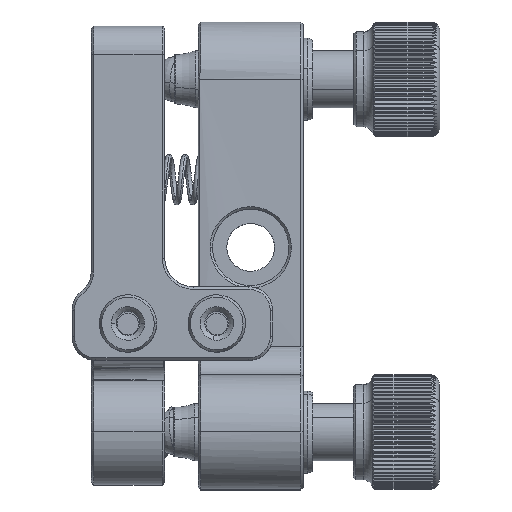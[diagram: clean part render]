
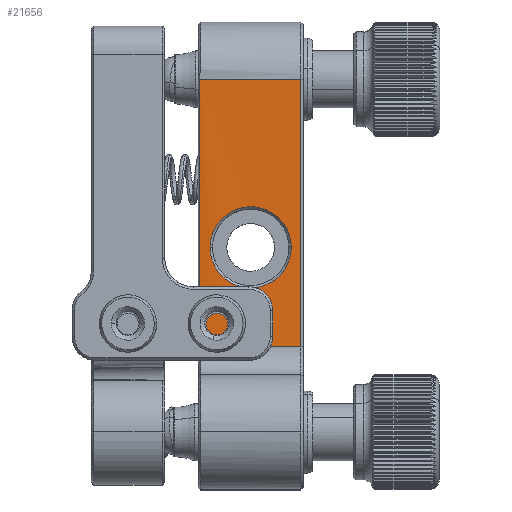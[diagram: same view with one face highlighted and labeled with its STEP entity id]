
A CAD part, top view. The second image highlights one B-rep face of the part: STEP entity #21656.
In plain terms, the highlighted planar face has unit normal (0, 0, 1).
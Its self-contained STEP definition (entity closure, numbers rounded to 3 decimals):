
#1757 = DIRECTION ( 'NONE',  ( 0., 0., -1. ) ) ;
#2154 = CARTESIAN_POINT ( 'NONE',  ( -13.992, -12.036, 36.5 ) ) ;
#2245 = CARTESIAN_POINT ( 'NONE',  ( -13.881, -13.149, 36.5 ) ) ;
#2468 = CARTESIAN_POINT ( 'NONE',  ( -13.455, -14.177, 36.5 ) ) ;
#2545 = VERTEX_POINT ( 'NONE', #35600 ) ;
#2843 = CARTESIAN_POINT ( 'NONE',  ( -9.185, -7.786, 36.5 ) ) ;
#5628 = CARTESIAN_POINT ( 'NONE',  ( -13.455, -9.896, 36.5 ) ) ;
#6067 = CARTESIAN_POINT ( 'NONE',  ( -4.492, 5.564, 36.5 ) ) ;
#6071 = CARTESIAN_POINT ( 'NONE',  ( -5.602, -10.924, 36.5 ) ) ;
#6821 = EDGE_CURVE ( 'NONE', #13433, #23424, #39860, .T. ) ;
#7090 = CARTESIAN_POINT ( 'NONE',  ( -14.992, 5.564, 36.5 ) ) ;
#8555 = AXIS2_PLACEMENT_3D ( 'NONE', #36928, #1757, #12541 ) ;
#8937 = CARTESIAN_POINT ( 'NONE',  ( -10.854, -16.176, 36.5 ) ) ;
#9516 = CARTESIAN_POINT ( 'NONE',  ( -11.492, 5.564, 36.5 ) ) ;
#9841 = CARTESIAN_POINT ( 'NONE',  ( -9.185, -16.286, 36.5 ) ) ;
#10197 = CARTESIAN_POINT ( 'NONE',  ( -10.854, -7.897, 36.5 ) ) ;
#10221 = EDGE_CURVE ( 'NONE', #18611, #13433, #35434, .T. ) ;
#10950 = EDGE_CURVE ( 'NONE', #18611, #11079, #36510, .T. ) ;
#11079 = VERTEX_POINT ( 'NONE', #34998 ) ;
#11319 = CARTESIAN_POINT ( 'NONE',  ( -4.492, -22.436, 36.5 ) ) ;
#12365 = CARTESIAN_POINT ( 'NONE',  ( -11.882, -15.75, 36.5 ) ) ;
#12541 = DIRECTION ( 'NONE',  ( -1., 0., 0. ) ) ;
#12707 = CARTESIAN_POINT ( 'NONE',  ( -14.992, 5.564, 36.5 ) ) ;
#12941 = CARTESIAN_POINT ( 'NONE',  ( -5.492, -11.48, 36.5 ) ) ;
#13172 = CARTESIAN_POINT ( 'NONE',  ( -7.13, -8.638, 36.5 ) ) ;
#13433 = VERTEX_POINT ( 'NONE', #27902 ) ;
#13620 = CARTESIAN_POINT ( 'NONE',  ( -8.629, -7.897, 36.5 ) ) ;
#14169 = ORIENTED_EDGE ( 'NONE', *, *, #10950, .F. ) ;
#16050 = CARTESIAN_POINT ( 'NONE',  ( -7.601, -15.75, 36.5 ) ) ;
#16487 = CARTESIAN_POINT ( 'NONE',  ( -6.028, -14.177, 36.5 ) ) ;
#16632 = CARTESIAN_POINT ( 'NONE',  ( -6.028, -9.896, 36.5 ) ) ;
#16675 = ORIENTED_EDGE ( 'NONE', *, *, #25175, .F. ) ;
#16730 = CARTESIAN_POINT ( 'NONE',  ( -7.992, -22.436, 36.5 ) ) ;
#16987 = ORIENTED_EDGE ( 'NONE', *, *, #10221, .T. ) ;
#17299 = ORIENTED_EDGE ( 'NONE', *, *, #41790, .F. ) ;
#17411 = CARTESIAN_POINT ( 'NONE',  ( -14.992, -13.103, 36.5 ) ) ;
#18611 = VERTEX_POINT ( 'NONE', #34639 ) ;
#19632 = CARTESIAN_POINT ( 'NONE',  ( -13.881, -10.924, 36.5 ) ) ;
#19946 = CARTESIAN_POINT ( 'NONE',  ( -10.298, -16.286, 36.5 ) ) ;
#20027 = CARTESIAN_POINT ( 'NONE',  ( -4.492, -22.436, 36.5 ) ) ;
#20533 = CARTESIAN_POINT ( 'NONE',  ( -4.492, 5.564, 36.5 ) ) ;
#21488 = ORIENTED_EDGE ( 'NONE', *, *, #38915, .F. ) ;
#21652 = B_SPLINE_CURVE_WITH_KNOTS ( 'NONE', 3,
 ( #33727, #41082, #2245, #2468, #27288, #30044, #12365, #8937, #19946, #9841, #23859, #16050, #22952, #37875, #16487, #37421, #36962, #34422 ),
 .UNSPECIFIED., .F., .F.,
 ( 4, 2, 2, 2, 2, 2, 2, 2, 4 ),
 ( 0., 0.125, 0.25, 0.375, 0.5, 0.625, 0.75, 0.875, 1. ),
 .UNSPECIFIED. ) ;
#21656 = ADVANCED_FACE ( 'NONE', ( #44032, #29553 ), #40144, .F. ) ;
#22952 = CARTESIAN_POINT ( 'NONE',  ( -7.13, -15.435, 36.5 ) ) ;
#23317 = CARTESIAN_POINT ( 'NONE',  ( -12.354, -8.638, 36.5 ) ) ;
#23424 = VERTEX_POINT ( 'NONE', #20027 ) ;
#23758 = CARTESIAN_POINT ( 'NONE',  ( -11.882, -8.323, 36.5 ) ) ;
#23859 = CARTESIAN_POINT ( 'NONE',  ( -8.629, -16.176, 36.5 ) ) ;
#23868 = CARTESIAN_POINT ( 'NONE',  ( -14.992, -22.436, 36.5 ) ) ;
#25175 = EDGE_CURVE ( 'NONE', #36388, #2545, #21652, .T. ) ;
#27195 = CARTESIAN_POINT ( 'NONE',  ( -7.601, -8.323, 36.5 ) ) ;
#27288 = CARTESIAN_POINT ( 'NONE',  ( -13.14, -14.648, 36.5 ) ) ;
#27902 = CARTESIAN_POINT ( 'NONE',  ( -15.117, -22.436, 36.375 ) ) ;
#29047 = CARTESIAN_POINT ( 'NONE',  ( -13.992, -12.036, 36.5 ) ) ;
#29553 = FACE_BOUND ( 'NONE', #38725, .T. ) ;
#30044 = CARTESIAN_POINT ( 'NONE',  ( -12.354, -15.435, 36.5 ) ) ;
#30050 = CARTESIAN_POINT ( 'NONE',  ( -11.492, -22.436, 36.5 ) ) ;
#31075 = CARTESIAN_POINT ( 'NONE',  ( -7.992, 5.564, 36.5 ) ) ;
#31612 = ORIENTED_EDGE ( 'NONE', *, *, #6821, .T. ) ;
#32229 = CARTESIAN_POINT ( 'NONE',  ( -4.492, -13.103, 36.5 ) ) ;
#33015 = B_SPLINE_CURVE_WITH_KNOTS ( 'NONE', 3,
 ( #34325, #12941, #6071, #16632, #33858, #13172, #27195, #13620, #2843, #44201, #10197, #23758, #23317, #37103, #5628, #19632, #33643, #2154 ),
 .UNSPECIFIED., .F., .F.,
 ( 4, 2, 2, 2, 2, 2, 2, 2, 4 ),
 ( 0., 0.125, 0.25, 0.375, 0.5, 0.625, 0.75, 0.875, 1. ),
 .UNSPECIFIED. ) ;
#33643 = CARTESIAN_POINT ( 'NONE',  ( -13.992, -11.48, 36.5 ) ) ;
#33727 = CARTESIAN_POINT ( 'NONE',  ( -13.992, -12.036, 36.5 ) ) ;
#33807 = B_SPLINE_CURVE_WITH_KNOTS ( 'NONE', 3,
 ( #20533, #38019, #32229, #11319 ),
 .UNSPECIFIED., .F., .F.,
 ( 4, 4 ),
 ( 0., 1. ),
 .UNSPECIFIED. ) ;
#33858 = CARTESIAN_POINT ( 'NONE',  ( -6.343, -9.424, 36.5 ) ) ;
#34325 = CARTESIAN_POINT ( 'NONE',  ( -5.492, -12.036, 36.5 ) ) ;
#34422 = CARTESIAN_POINT ( 'NONE',  ( -5.492, -12.036, 36.5 ) ) ;
#34639 = CARTESIAN_POINT ( 'NONE',  ( -15.117, 5.564, 36.375 ) ) ;
#34998 = CARTESIAN_POINT ( 'NONE',  ( -4.492, 5.564, 36.5 ) ) ;
#35434 = B_SPLINE_CURVE_WITH_KNOTS ( 'NONE', 3,
 ( #7090, #45439, #17411, #23868 ),
 .UNSPECIFIED., .F., .F.,
 ( 4, 4 ),
 ( 0., 1. ),
 .UNSPECIFIED. ) ;
#35600 = CARTESIAN_POINT ( 'NONE',  ( -5.492, -12.036, 36.5 ) ) ;
#36388 = VERTEX_POINT ( 'NONE', #29047 ) ;
#36510 = B_SPLINE_CURVE_WITH_KNOTS ( 'NONE', 3,
 ( #12707, #9516, #31075, #6067 ),
 .UNSPECIFIED., .F., .F.,
 ( 4, 4 ),
 ( 0., 1. ),
 .UNSPECIFIED. ) ;
#36928 = CARTESIAN_POINT ( 'NONE',  ( -15.242, 11.564, 36.5 ) ) ;
#36962 = CARTESIAN_POINT ( 'NONE',  ( -5.492, -12.593, 36.5 ) ) ;
#37103 = CARTESIAN_POINT ( 'NONE',  ( -13.14, -9.424, 36.5 ) ) ;
#37421 = CARTESIAN_POINT ( 'NONE',  ( -5.602, -13.149, 36.5 ) ) ;
#37426 = CARTESIAN_POINT ( 'NONE',  ( -4.492, -22.436, 36.5 ) ) ;
#37875 = CARTESIAN_POINT ( 'NONE',  ( -6.343, -14.648, 36.5 ) ) ;
#38019 = CARTESIAN_POINT ( 'NONE',  ( -4.492, -3.77, 36.5 ) ) ;
#38725 = EDGE_LOOP ( 'NONE', ( #17299, #16675 ) ) ;
#38915 = EDGE_CURVE ( 'NONE', #11079, #23424, #33807, .T. ) ;
#39860 = B_SPLINE_CURVE_WITH_KNOTS ( 'NONE', 3,
 ( #44528, #30050, #16730, #37426 ),
 .UNSPECIFIED., .F., .F.,
 ( 4, 4 ),
 ( 0., 1. ),
 .UNSPECIFIED. ) ;
#40144 = PLANE ( 'NONE',  #8555 ) ;
#41082 = CARTESIAN_POINT ( 'NONE',  ( -13.992, -12.593, 36.5 ) ) ;
#41790 = EDGE_CURVE ( 'NONE', #2545, #36388, #33015, .T. ) ;
#43068 = EDGE_LOOP ( 'NONE', ( #16987, #31612, #21488, #14169 ) ) ;
#44032 = FACE_OUTER_BOUND ( 'NONE', #43068, .T. ) ;
#44201 = CARTESIAN_POINT ( 'NONE',  ( -10.298, -7.786, 36.5 ) ) ;
#44528 = CARTESIAN_POINT ( 'NONE',  ( -14.992, -22.436, 36.5 ) ) ;
#45439 = CARTESIAN_POINT ( 'NONE',  ( -14.992, -3.77, 36.5 ) ) ;
